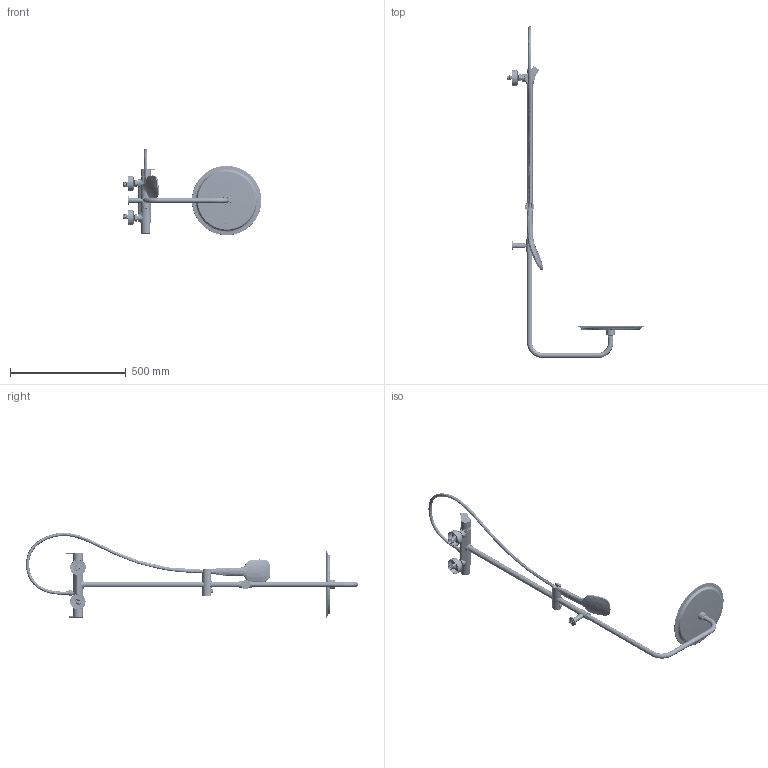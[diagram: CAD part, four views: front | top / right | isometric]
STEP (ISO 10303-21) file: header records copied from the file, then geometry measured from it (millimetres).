
FILE_DESCRIPTION (( 'STEP AP203' ), '1' );
FILE_NAME ('94DP08931.STEP', '2023-10-17T04:34:28', ( '' ), ( '' ), 'SwSTEP 2.0', 'SolidWorks 2021', '' );
FILE_SCHEMA (( 'CONFIG_CONTROL_DESIGN' ));
Products named in the file (1): 94DP08931
Bounding box: 599.44 x 1435.43 x 373.78 mm (x, y, z)
Volume: 1573599.7 mm3; surface area: 954563.4 mm2
Topology: 38 solids, 38 shells, 8346 faces, 23118 edges, 15348 vertices
Faces by surface type: bspline 3890, cone 1679, cylinder 1356, plane 1323, torus 78, sphere 20
Entity records: 630299 total; most frequent: CARTESIAN_POINT 451768, ORIENTED_EDGE 45846, DIRECTION 26171, EDGE_CURVE 22923, VERTEX_POINT 15336, AXIS2_PLACEMENT_3D 11099, B_SPLINE_CURVE_WITH_KNOTS 9569, EDGE_LOOP 9537
